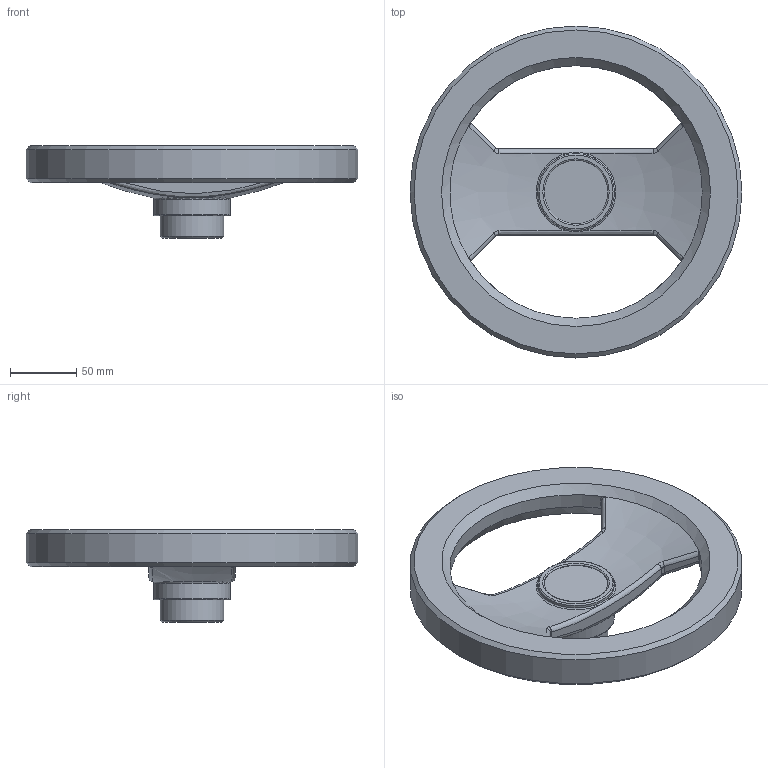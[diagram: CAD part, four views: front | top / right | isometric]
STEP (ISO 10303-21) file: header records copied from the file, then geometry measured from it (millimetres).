
FILE_DESCRIPTION( ( 'Unknown' ), '1' );
FILE_NAME( '6106020_VR2A_250.stp', 'Unknown', ( 'Unknown' ), ( 'Unknown' ), 'PSStep 10.0', 'Unknown', ' ' );
FILE_SCHEMA( ( 'automotive_design' ) );
Length unit declared in the file: millimetre
Products named in the file (1): 6106020
Bounding box: 250 x 250 x 70 mm (x, y, z)
Volume: 785560 mm3; surface area: 107118.6 mm2
Topology: 1 solids, 1 shells, 75 faces, 176 edges, 103 vertices
Faces by surface type: bspline 34, cylinder 16, plane 12, cone 7, torus 6
Full cylindrical faces by diameter (mm): 6 x1, 48 x2, 57.7 x1, 58 x1, 250 x1
Entity records: 7715 total; most frequent: CARTESIAN_POINT 5771, ORIENTED_EDGE 294, DIRECTION 222, EDGE_CURVE 147, AXIS2_PLACEMENT_3D 103, EDGE_LOOP 96, VERTEX_POINT 94, FACE_OUTER_BOUND 85
